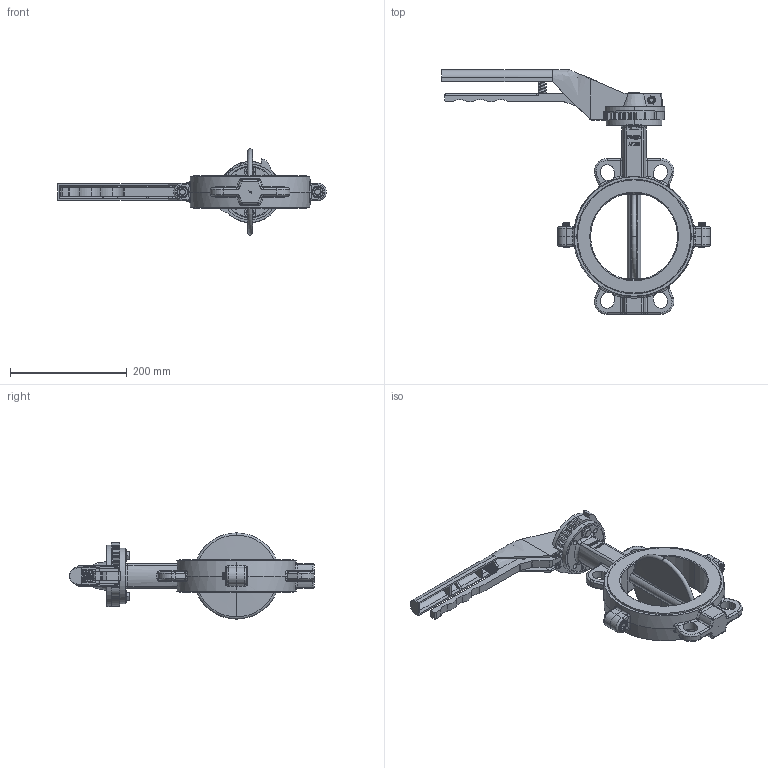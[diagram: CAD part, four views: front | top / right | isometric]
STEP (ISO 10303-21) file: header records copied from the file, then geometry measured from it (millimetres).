
FILE_DESCRIPTION (( 'STEP AP214' ), '1' );
FILE_NAME ('AK130-DN150-PN-10-16-Handhebel-Fergo.STEP', '2022-09-28T09:16:08', ( '' ), ( '' ), 'SwSTEP 2.0', 'SolidWorks 2022', '' );
FILE_SCHEMA (( 'AUTOMOTIVE_DESIGN' ));
Length unit declared in the file: millimetre
Products named in the file (1): AK130-DN150-PN-10-16-Handhebel-Fergo
Bounding box: 461 x 419.47 x 148 mm (x, y, z)
Volume: 2145010.7 mm3; surface area: 453421.5 mm2
Topology: 19 solids, 19 shells, 2533 faces, 6667 edges, 4243 vertices
Faces by surface type: cylinder 952, plane 902, bspline 267, cone 194, torus 175, sphere 43
Entity records: 143245 total; most frequent: CARTESIAN_POINT 58882, ORIENTED_EDGE 13282, DIRECTION 11370, EDGE_CURVE 6641, VERTEX_POINT 4241, AXIS2_PLACEMENT_3D 4203, VECTOR 2964, LINE 2964
